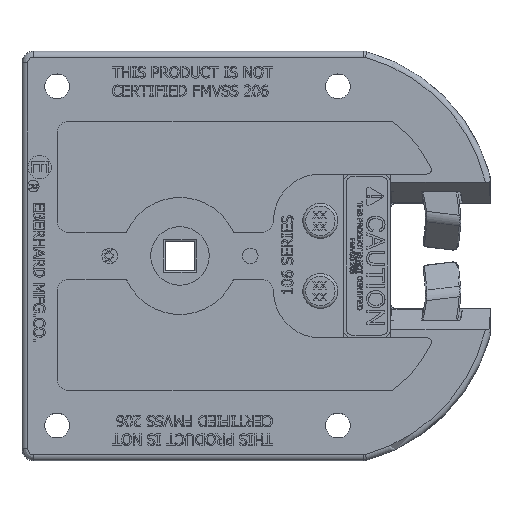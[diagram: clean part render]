
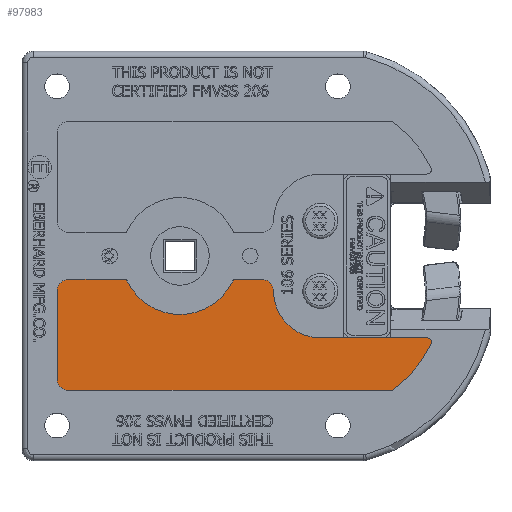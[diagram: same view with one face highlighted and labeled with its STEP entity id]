
A CAD part, top view. The second image highlights one B-rep face of the part: STEP entity #97983.
In plain terms, the highlighted planar face has unit normal (0, 0, 1).
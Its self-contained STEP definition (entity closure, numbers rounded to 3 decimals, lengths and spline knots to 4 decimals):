
#7301=CIRCLE('',#102870,0.5);
#7302=CIRCLE('',#102872,0.125);
#7303=CIRCLE('',#102875,0.031);
#7304=CIRCLE('',#102877,0.625);
#7305=CIRCLE('',#102879,0.031);
#7306=CIRCLE('',#102882,0.125);
#7307=CIRCLE('',#102885,0.125);
#7308=CIRCLE('',#102888,1.3125);
#7309=CIRCLE('',#102890,0.049);
#11967=FACE_OUTER_BOUND('',#17437,.T.);
#17437=EDGE_LOOP('',(#83124,#83125,#83126,#83127,#83128,#83129,#83130,#83131,
#83132,#83133,#83134,#83135,#83136,#83137,#83138,#83139));
#25764=LINE('',#177619,#34830);
#25780=LINE('',#177648,#34846);
#26069=LINE('',#178724,#35135);
#26074=LINE('',#178740,#35140);
#26077=LINE('',#178748,#35143);
#26080=LINE('',#178756,#35146);
#26083=LINE('',#178766,#35149);
#34830=VECTOR('',#118721,0.3937);
#34846=VECTOR('',#118749,0.3937);
#35135=VECTOR('',#119942,0.3937);
#35140=VECTOR('',#119961,0.3937);
#35143=VECTOR('',#119970,0.3937);
#35146=VECTOR('',#119979,0.3937);
#35149=VECTOR('',#119992,0.3937);
#43911=VERTEX_POINT('',#177617);
#43912=VERTEX_POINT('',#177618);
#43919=VERTEX_POINT('',#177646);
#44152=VERTEX_POINT('',#178714);
#44153=VERTEX_POINT('',#178718);
#44154=VERTEX_POINT('',#178722);
#44155=VERTEX_POINT('',#178726);
#44156=VERTEX_POINT('',#178730);
#44157=VERTEX_POINT('',#178734);
#44158=VERTEX_POINT('',#178738);
#44159=VERTEX_POINT('',#178742);
#44160=VERTEX_POINT('',#178746);
#44161=VERTEX_POINT('',#178750);
#44162=VERTEX_POINT('',#178754);
#44163=VERTEX_POINT('',#178758);
#44164=VERTEX_POINT('',#178762);
#56796=EDGE_CURVE('',#43911,#43912,#25764,.T.);
#56812=EDGE_CURVE('',#43919,#43911,#25780,.T.);
#57294=EDGE_CURVE('',#44152,#43919,#7301,.T.);
#57296=EDGE_CURVE('',#44153,#44152,#7302,.T.);
#57298=EDGE_CURVE('',#44154,#44153,#26069,.T.);
#57300=EDGE_CURVE('',#44155,#44154,#7303,.T.);
#57302=EDGE_CURVE('',#44156,#44155,#7304,.T.);
#57304=EDGE_CURVE('',#44157,#44156,#7305,.T.);
#57306=EDGE_CURVE('',#44158,#44157,#26074,.T.);
#57308=EDGE_CURVE('',#44159,#44158,#7306,.T.);
#57310=EDGE_CURVE('',#44160,#44159,#26077,.T.);
#57312=EDGE_CURVE('',#44161,#44160,#7307,.T.);
#57314=EDGE_CURVE('',#44162,#44161,#26080,.T.);
#57316=EDGE_CURVE('',#44163,#44162,#7308,.T.);
#57318=EDGE_CURVE('',#44164,#44163,#7309,.T.);
#57319=EDGE_CURVE('',#43912,#44164,#26083,.T.);
#83124=ORIENTED_EDGE('',*,*,#56812,.F.);
#83125=ORIENTED_EDGE('',*,*,#57294,.F.);
#83126=ORIENTED_EDGE('',*,*,#57296,.F.);
#83127=ORIENTED_EDGE('',*,*,#57298,.F.);
#83128=ORIENTED_EDGE('',*,*,#57300,.F.);
#83129=ORIENTED_EDGE('',*,*,#57302,.F.);
#83130=ORIENTED_EDGE('',*,*,#57304,.F.);
#83131=ORIENTED_EDGE('',*,*,#57306,.F.);
#83132=ORIENTED_EDGE('',*,*,#57308,.F.);
#83133=ORIENTED_EDGE('',*,*,#57310,.F.);
#83134=ORIENTED_EDGE('',*,*,#57312,.F.);
#83135=ORIENTED_EDGE('',*,*,#57314,.F.);
#83136=ORIENTED_EDGE('',*,*,#57316,.F.);
#83137=ORIENTED_EDGE('',*,*,#57318,.F.);
#83138=ORIENTED_EDGE('',*,*,#57319,.F.);
#83139=ORIENTED_EDGE('',*,*,#56796,.F.);
#88472=PLANE('',#102892);
#97983=ADVANCED_FACE('',(#11967),#88472,.T.);
#102870=AXIS2_PLACEMENT_3D('',#178716,#119932,#119933);
#102872=AXIS2_PLACEMENT_3D('',#178720,#119937,#119938);
#102875=AXIS2_PLACEMENT_3D('',#178728,#119946,#119947);
#102877=AXIS2_PLACEMENT_3D('',#178732,#119951,#119952);
#102879=AXIS2_PLACEMENT_3D('',#178736,#119956,#119957);
#102882=AXIS2_PLACEMENT_3D('',#178744,#119965,#119966);
#102885=AXIS2_PLACEMENT_3D('',#178752,#119974,#119975);
#102888=AXIS2_PLACEMENT_3D('',#178760,#119983,#119984);
#102890=AXIS2_PLACEMENT_3D('',#178764,#119988,#119989);
#102892=AXIS2_PLACEMENT_3D('',#178767,#119993,#119994);
#118721=DIRECTION('',(1.,0.,0.));
#118749=DIRECTION('',(1.,0.,0.));
#119932=DIRECTION('center_axis',(0.,0.,1.));
#119933=DIRECTION('ref_axis',(-1.,0.,0.));
#119937=DIRECTION('center_axis',(0.,0.,-1.));
#119938=DIRECTION('ref_axis',(-1.,0.,0.));
#119942=DIRECTION('',(1.,0.,0.));
#119946=DIRECTION('center_axis',(0.,0.,-1.));
#119947=DIRECTION('ref_axis',(0.,-1.,0.));
#119951=DIRECTION('center_axis',(0.,0.,1.));
#119952=DIRECTION('ref_axis',(-0.904,-0.428,0.));
#119956=DIRECTION('center_axis',(0.,0.,-1.));
#119957=DIRECTION('ref_axis',(-0.904,-0.428,0.));
#119961=DIRECTION('',(1.,0.,0.));
#119965=DIRECTION('center_axis',(0.,0.,-1.));
#119966=DIRECTION('ref_axis',(0.,-1.,0.));
#119970=DIRECTION('',(0.,1.,0.));
#119974=DIRECTION('center_axis',(0.,0.,-1.));
#119975=DIRECTION('ref_axis',(1.,0.,0.));
#119979=DIRECTION('',(-1.,0.,0.));
#119983=DIRECTION('center_axis',(0.,0.,-1.));
#119984=DIRECTION('ref_axis',(-0.587,0.81,0.));
#119988=DIRECTION('center_axis',(0.,0.,-1.));
#119989=DIRECTION('ref_axis',(-0.901,0.434,0.));
#119992=DIRECTION('',(1.,0.,0.));
#119993=DIRECTION('center_axis',(0.,0.,1.));
#119994=DIRECTION('ref_axis',(1.,0.,0.));
#177617=CARTESIAN_POINT('',(1.747,-0.875,0.428));
#177618=CARTESIAN_POINT('',(2.252,-0.875,0.428));
#177619=CARTESIAN_POINT('',(1.5,-0.875,0.428));
#177646=CARTESIAN_POINT('',(1.5,-0.875,0.428));
#177648=CARTESIAN_POINT('',(1.5,-0.875,0.428));
#178714=CARTESIAN_POINT('',(1.,-0.375,0.428));
#178716=CARTESIAN_POINT('Origin',(1.5,-0.375,0.428));
#178718=CARTESIAN_POINT('',(0.875,-0.25,0.428));
#178720=CARTESIAN_POINT('Origin',(0.875,-0.375,0.428));
#178722=CARTESIAN_POINT('',(0.5928,-0.25,0.428));
#178724=CARTESIAN_POINT('',(0.5928,-0.25,0.428));
#178726=CARTESIAN_POINT('',(0.5648,-0.2677,0.428));
#178728=CARTESIAN_POINT('Origin',(0.5928,-0.281,
0.428));
#178730=CARTESIAN_POINT('',(-0.5648,-0.2677,0.428));
#178732=CARTESIAN_POINT('Origin',(0.,0.,0.428));
#178734=CARTESIAN_POINT('',(-0.5928,-0.25,0.428));
#178736=CARTESIAN_POINT('Origin',(-0.5928,-0.281,0.428));
#178738=CARTESIAN_POINT('',(-1.188,-0.25,0.428));
#178740=CARTESIAN_POINT('',(-1.188,-0.25,0.428));
#178742=CARTESIAN_POINT('',(-1.313,-0.375,0.428));
#178744=CARTESIAN_POINT('Origin',(-1.188,-0.375,0.428));
#178746=CARTESIAN_POINT('',(-1.313,-1.3125,0.428));
#178748=CARTESIAN_POINT('',(-1.313,-1.3125,0.428));
#178750=CARTESIAN_POINT('',(-1.188,-1.4375,0.428));
#178752=CARTESIAN_POINT('Origin',(-1.188,-1.3125,0.428));
#178754=CARTESIAN_POINT('',(2.2706,-1.4375,0.428));
#178756=CARTESIAN_POINT('',(2.2706,-1.4375,0.428));
#178758=CARTESIAN_POINT('',(2.6821,-0.9453,0.428));
#178760=CARTESIAN_POINT('Origin',(1.5,-0.375,0.428));
#178762=CARTESIAN_POINT('',(2.638,-0.875,0.428));
#178764=CARTESIAN_POINT('Origin',(2.638,-0.924,0.428));
#178766=CARTESIAN_POINT('',(1.5,-0.875,0.428));
#178767=CARTESIAN_POINT('Origin',(0.4991,-0.974,
0.428));
